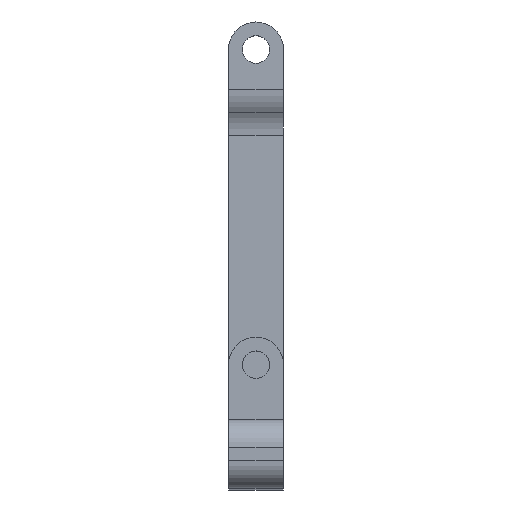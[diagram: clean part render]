
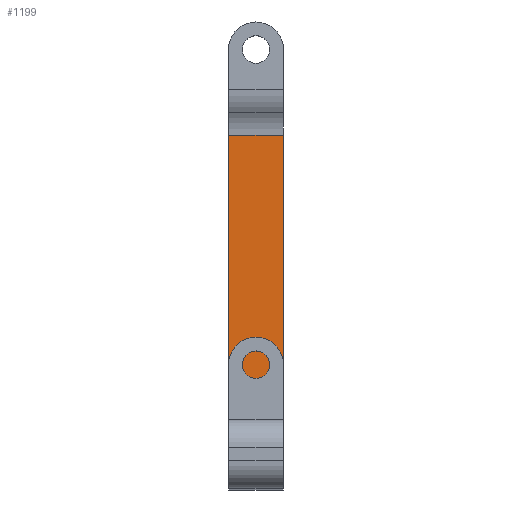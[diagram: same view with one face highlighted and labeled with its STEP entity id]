
A CAD part, top view. The second image highlights one B-rep face of the part: STEP entity #1199.
In plain terms, the highlighted planar face has unit normal (0, 0, 1).
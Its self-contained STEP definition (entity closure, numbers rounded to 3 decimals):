
#11 = EDGE_CURVE ( 'NONE', #1448, #1700, #722, .T. ) ;
#79 = CARTESIAN_POINT ( 'NONE',  ( 7., 7., 31.09 ) ) ;
#83 = VERTEX_POINT ( 'NONE', #1091 ) ;
#171 = VECTOR ( 'NONE', #501, 1000. ) ;
#247 = EDGE_LOOP ( 'NONE', ( #1016, #1941, #1815, #456 ) ) ;
#402 = CARTESIAN_POINT ( 'NONE',  ( 0., 0., 31.09 ) ) ;
#405 = VECTOR ( 'NONE', #2244, 1000. ) ;
#439 = CARTESIAN_POINT ( 'NONE',  ( 0., 25.764, 31.09 ) ) ;
#456 = ORIENTED_EDGE ( 'NONE', *, *, #894, .T. ) ;
#501 = DIRECTION ( 'NONE',  ( 1., 0., 0. ) ) ;
#563 = VECTOR ( 'NONE', #1727, 1000. ) ;
#683 = EDGE_CURVE ( 'NONE', #83, #1448, #1021, .T. ) ;
#701 = LINE ( 'NONE', #1346, #2000 ) ;
#722 = LINE ( 'NONE', #865, #563 ) ;
#760 = FACE_OUTER_BOUND ( 'NONE', #247, .T. ) ;
#865 = CARTESIAN_POINT ( 'NONE',  ( 7., 0., 31.09 ) ) ;
#894 = EDGE_CURVE ( 'NONE', #1700, #1890, #1518, .T. ) ;
#980 = EDGE_CURVE ( 'NONE', #83, #1890, #701, .T. ) ;
#1016 = ORIENTED_EDGE ( 'NONE', *, *, #980, .F. ) ;
#1021 = LINE ( 'NONE', #1736, #171 ) ;
#1091 = CARTESIAN_POINT ( 'NONE',  ( 3., 7., 31.09 ) ) ;
#1187 = CARTESIAN_POINT ( 'NONE',  ( 3., 25.764, 31.09 ) ) ;
#1199 = ADVANCED_FACE ( 'NONE', ( #760 ), #1257, .F. ) ;
#1257 = PLANE ( 'NONE',  #2115 ) ;
#1346 = CARTESIAN_POINT ( 'NONE',  ( 3., 0., 31.09 ) ) ;
#1448 = VERTEX_POINT ( 'NONE', #79 ) ;
#1449 = DIRECTION ( 'NONE',  ( -1., 0., 0. ) ) ;
#1518 = LINE ( 'NONE', #439, #405 ) ;
#1605 = DIRECTION ( 'NONE',  ( 0., 0., -1. ) ) ;
#1700 = VERTEX_POINT ( 'NONE', #1912 ) ;
#1727 = DIRECTION ( 'NONE',  ( 0., 1., 0. ) ) ;
#1728 = DIRECTION ( 'NONE',  ( 0., 1., 0. ) ) ;
#1736 = CARTESIAN_POINT ( 'NONE',  ( 7., 7., 31.09 ) ) ;
#1815 = ORIENTED_EDGE ( 'NONE', *, *, #11, .T. ) ;
#1890 = VERTEX_POINT ( 'NONE', #1187 ) ;
#1912 = CARTESIAN_POINT ( 'NONE',  ( 7., 25.764, 31.09 ) ) ;
#1941 = ORIENTED_EDGE ( 'NONE', *, *, #683, .T. ) ;
#2000 = VECTOR ( 'NONE', #1728, 1000. ) ;
#2115 = AXIS2_PLACEMENT_3D ( 'NONE', #402, #1605, #1449 ) ;
#2244 = DIRECTION ( 'NONE',  ( -1., 0., 0. ) ) ;
